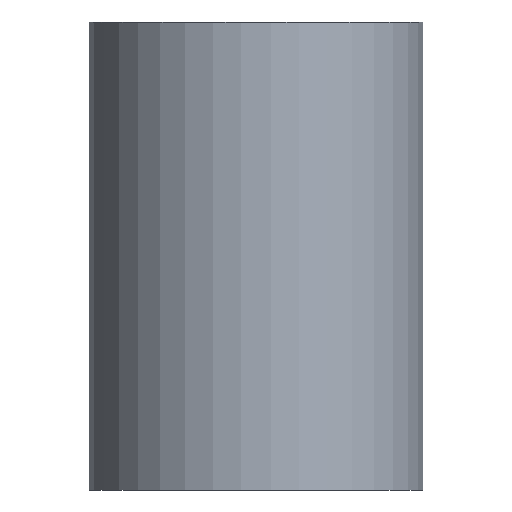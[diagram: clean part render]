
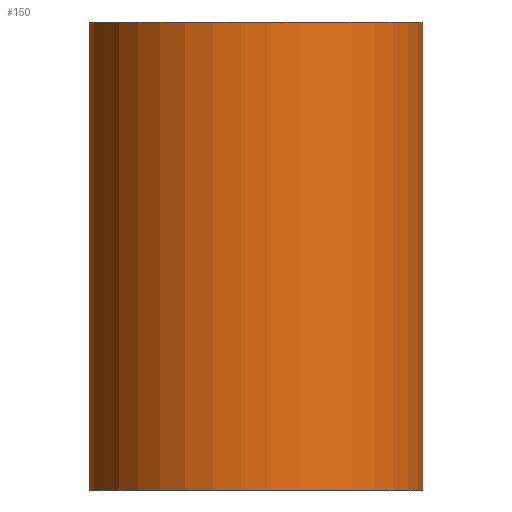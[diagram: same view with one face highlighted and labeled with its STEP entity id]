
A CAD part, front view. The second image highlights one B-rep face of the part: STEP entity #150.
In plain terms, the highlighted cylindrical face has radius 6.35 mm (diameter 12.7 mm), a full revolution.
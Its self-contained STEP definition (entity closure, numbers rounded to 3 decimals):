
#22=CIRCLE('',#178,6.35);
#23=CIRCLE('',#179,6.35);
#26=CYLINDRICAL_SURFACE('',#177,6.35);
#33=FACE_OUTER_BOUND('',#43,.T.);
#43=EDGE_LOOP('',(#127,#128,#129,#130));
#59=LINE('',#262,#71);
#71=VECTOR('',#219,6.35);
#82=VERTEX_POINT('',#259);
#83=VERTEX_POINT('',#261);
#99=EDGE_CURVE('',#82,#82,#22,.T.);
#100=EDGE_CURVE('',#82,#83,#59,.T.);
#101=EDGE_CURVE('',#83,#83,#23,.T.);
#127=ORIENTED_EDGE('',*,*,#99,.F.);
#128=ORIENTED_EDGE('',*,*,#100,.T.);
#129=ORIENTED_EDGE('',*,*,#101,.T.);
#130=ORIENTED_EDGE('',*,*,#100,.F.);
#150=ADVANCED_FACE('',(#33),#26,.T.);
#177=AXIS2_PLACEMENT_3D('',#258,#215,#216);
#178=AXIS2_PLACEMENT_3D('',#260,#217,#218);
#179=AXIS2_PLACEMENT_3D('',#263,#220,#221);
#215=DIRECTION('center_axis',(0.,0.,
-1.));
#216=DIRECTION('ref_axis',(0.707,0.707,0.));
#217=DIRECTION('center_axis',(0.,0.,
-1.));
#218=DIRECTION('ref_axis',(0.707,0.707,0.));
#219=DIRECTION('',(0.,0.,1.));
#220=DIRECTION('center_axis',(0.,0.,
-1.));
#221=DIRECTION('ref_axis',(0.707,0.707,0.));
#258=CARTESIAN_POINT('Origin',(0.,0.,
35.5));
#259=CARTESIAN_POINT('',(-4.49,-4.49,17.75));
#260=CARTESIAN_POINT('Origin',(0.,0.,17.75));
#261=CARTESIAN_POINT('',(-4.49,-4.49,35.5));
#262=CARTESIAN_POINT('',(-4.49,-4.49,35.5));
#263=CARTESIAN_POINT('Origin',(0.,0.,
35.5));
